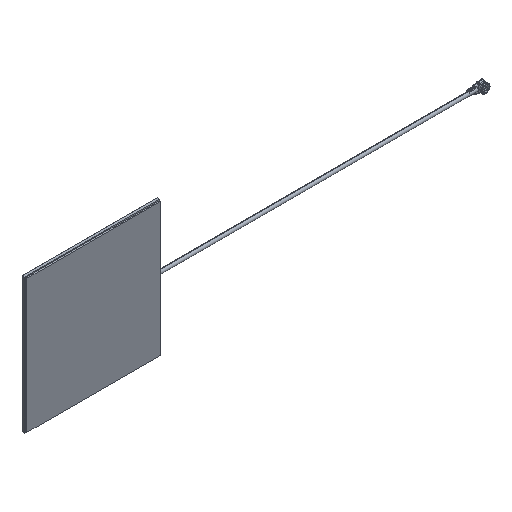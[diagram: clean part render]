
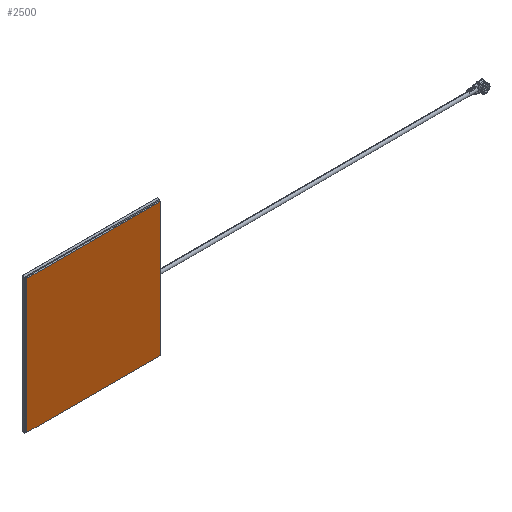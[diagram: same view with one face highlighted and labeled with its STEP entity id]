
A CAD part, isometric view. The second image highlights one B-rep face of the part: STEP entity #2500.
In plain terms, the highlighted planar face has unit normal (0, -1, 0).
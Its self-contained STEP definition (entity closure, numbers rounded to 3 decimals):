
#186 = EDGE_LOOP ( 'NONE', ( #2749, #2490, #253, #2278 ) ) ;
#253 = ORIENTED_EDGE ( 'NONE', *, *, #1308, .T. ) ;
#327 = CARTESIAN_POINT ( 'NONE',  ( 0., -1.245, 0. ) ) ;
#680 = CARTESIAN_POINT ( 'NONE',  ( -41.758, -1.245, -20.752 ) ) ;
#995 = VERTEX_POINT ( 'NONE', #2115 ) ;
#1050 = CARTESIAN_POINT ( 'NONE',  ( -0.254, -1.245, 20.752 ) ) ;
#1087 = VERTEX_POINT ( 'NONE', #4298 ) ;
#1165 = DIRECTION ( 'NONE',  ( 0., 0., -1. ) ) ;
#1209 = EDGE_CURVE ( 'NONE', #995, #1087, #4969, .T. ) ;
#1299 = CARTESIAN_POINT ( 'NONE',  ( -0.254, -1.245, -20.752 ) ) ;
#1308 = EDGE_CURVE ( 'NONE', #1087, #3970, #3325, .T. ) ;
#1555 = CARTESIAN_POINT ( 'NONE',  ( -0.254, -1.245, 20.752 ) ) ;
#2058 = VECTOR ( 'NONE', #5211, 1000. ) ;
#2115 = CARTESIAN_POINT ( 'NONE',  ( -41.758, -1.245, -20.752 ) ) ;
#2254 = LINE ( 'NONE', #1555, #2058 ) ;
#2273 = VERTEX_POINT ( 'NONE', #4680 ) ;
#2278 = ORIENTED_EDGE ( 'NONE', *, *, #4990, .T. ) ;
#2490 = ORIENTED_EDGE ( 'NONE', *, *, #1209, .T. ) ;
#2500 = ADVANCED_FACE ( 'NONE', ( #5169 ), #5280, .T. ) ;
#2749 = ORIENTED_EDGE ( 'NONE', *, *, #4650, .T. ) ;
#2780 = VECTOR ( 'NONE', #4783, 1000. ) ;
#2831 = AXIS2_PLACEMENT_3D ( 'NONE', #327, #3274, #1165 ) ;
#3274 = DIRECTION ( 'NONE',  ( 0., -1., 0. ) ) ;
#3325 = LINE ( 'NONE', #1299, #4077 ) ;
#3867 = DIRECTION ( 'NONE',  ( 0., 0., -1. ) ) ;
#3970 = VERTEX_POINT ( 'NONE', #1050 ) ;
#4072 = VECTOR ( 'NONE', #3867, 1000. ) ;
#4077 = VECTOR ( 'NONE', #4558, 1000. ) ;
#4298 = CARTESIAN_POINT ( 'NONE',  ( -0.254, -1.245, -20.752 ) ) ;
#4516 = LINE ( 'NONE', #4560, #4072 ) ;
#4558 = DIRECTION ( 'NONE',  ( 0., 0., 1. ) ) ;
#4560 = CARTESIAN_POINT ( 'NONE',  ( -41.758, -1.245, 20.752 ) ) ;
#4650 = EDGE_CURVE ( 'NONE', #2273, #995, #4516, .T. ) ;
#4680 = CARTESIAN_POINT ( 'NONE',  ( -41.758, -1.245, 20.752 ) ) ;
#4783 = DIRECTION ( 'NONE',  ( 1., 0., 0. ) ) ;
#4969 = LINE ( 'NONE', #680, #2780 ) ;
#4990 = EDGE_CURVE ( 'NONE', #3970, #2273, #2254, .T. ) ;
#5169 = FACE_OUTER_BOUND ( 'NONE', #186, .T. ) ;
#5211 = DIRECTION ( 'NONE',  ( -1., 0., 0. ) ) ;
#5280 = PLANE ( 'NONE',  #2831 ) ;
